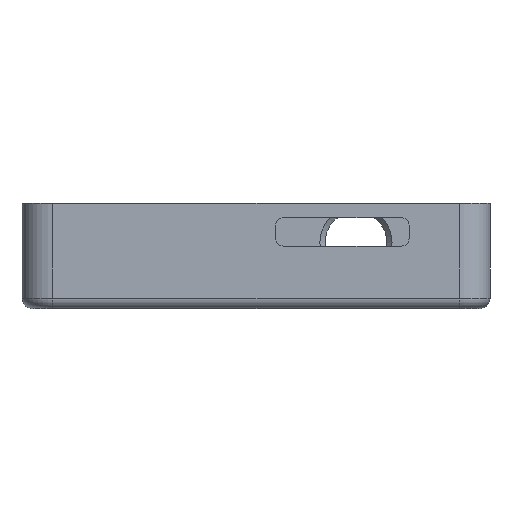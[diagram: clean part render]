
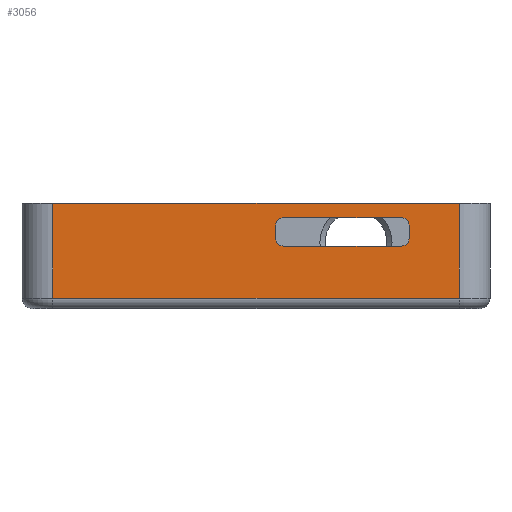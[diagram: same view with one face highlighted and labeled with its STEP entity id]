
A CAD part, left-side view. The second image highlights one B-rep face of the part: STEP entity #3056.
In plain terms, the highlighted planar face has unit normal (-1, 0, 0).
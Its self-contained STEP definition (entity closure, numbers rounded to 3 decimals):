
#98=FACE_BOUND('',#552,.T.);
#149=CIRCLE('',#3197,0.75);
#150=CIRCLE('',#3200,0.75);
#176=CIRCLE('',#3250,0.75);
#177=CIRCLE('',#3252,0.75);
#361=FACE_OUTER_BOUND('',#551,.T.);
#551=EDGE_LOOP('',(#2754,#2755,#2756,#2757));
#552=EDGE_LOOP('',(#2758,#2759,#2760,#2761,#2762,#2763,#2764,#2765));
#783=LINE('',#4748,#1112);
#786=LINE('',#4756,#1115);
#789=LINE('',#4761,#1118);
#816=LINE('',#4859,#1145);
#819=LINE('',#4875,#1148);
#827=LINE('',#4897,#1156);
#883=LINE('',#5068,#1212);
#884=LINE('',#5071,#1213);
#1112=VECTOR('',#3818,10.);
#1115=VECTOR('',#3827,10.);
#1118=VECTOR('',#3832,10.);
#1145=VECTOR('',#3925,10.);
#1148=VECTOR('',#3946,10.);
#1156=VECTOR('',#3972,10.);
#1212=VECTOR('',#4184,10.);
#1213=VECTOR('',#4189,10.);
#1409=VERTEX_POINT('',#4741);
#1410=VERTEX_POINT('',#4742);
#1411=VERTEX_POINT('',#4747);
#1412=VERTEX_POINT('',#4751);
#1413=VERTEX_POINT('',#4755);
#1414=VERTEX_POINT('',#4759);
#1445=VERTEX_POINT('',#4853);
#1446=VERTEX_POINT('',#4857);
#1450=VERTEX_POINT('',#4873);
#1454=VERTEX_POINT('',#4889);
#1455=VERTEX_POINT('',#4893);
#1492=VERTEX_POINT('',#5067);
#1767=EDGE_CURVE('',#1409,#1410,#149,.T.);
#1770=EDGE_CURVE('',#1411,#1410,#783,.T.);
#1772=EDGE_CURVE('',#1411,#1412,#150,.T.);
#1774=EDGE_CURVE('',#1413,#1412,#786,.T.);
#1777=EDGE_CURVE('',#1409,#1414,#789,.T.);
#1825=EDGE_CURVE('',#1445,#1446,#816,.T.);
#1833=EDGE_CURVE('',#1450,#1445,#819,.T.);
#1840=EDGE_CURVE('',#1454,#1414,#176,.T.);
#1842=EDGE_CURVE('',#1413,#1455,#177,.T.);
#1844=EDGE_CURVE('',#1454,#1455,#827,.T.);
#1920=EDGE_CURVE('',#1492,#1446,#883,.T.);
#1922=EDGE_CURVE('',#1450,#1492,#884,.T.);
#2754=ORIENTED_EDGE('',*,*,#1825,.F.);
#2755=ORIENTED_EDGE('',*,*,#1833,.F.);
#2756=ORIENTED_EDGE('',*,*,#1922,.T.);
#2757=ORIENTED_EDGE('',*,*,#1920,.T.);
#2758=ORIENTED_EDGE('',*,*,#1774,.T.);
#2759=ORIENTED_EDGE('',*,*,#1772,.F.);
#2760=ORIENTED_EDGE('',*,*,#1770,.T.);
#2761=ORIENTED_EDGE('',*,*,#1767,.F.);
#2762=ORIENTED_EDGE('',*,*,#1777,.T.);
#2763=ORIENTED_EDGE('',*,*,#1840,.F.);
#2764=ORIENTED_EDGE('',*,*,#1844,.T.);
#2765=ORIENTED_EDGE('',*,*,#1842,.F.);
#2893=PLANE('',#3333);
#3056=ADVANCED_FACE('',(#361,#98),#2893,.T.);
#3197=AXIS2_PLACEMENT_3D('',#4743,#3812,#3813);
#3200=AXIS2_PLACEMENT_3D('',#4752,#3822,#3823);
#3250=AXIS2_PLACEMENT_3D('',#4890,#3962,#3963);
#3252=AXIS2_PLACEMENT_3D('',#4894,#3967,#3968);
#3333=AXIS2_PLACEMENT_3D('',#5070,#4187,#4188);
#3812=DIRECTION('center_axis',(-1.,0.,0.));
#3813=DIRECTION('ref_axis',(0.,-0.707,0.707));
#3818=DIRECTION('',(0.,-1.,0.));
#3822=DIRECTION('center_axis',(-1.,0.,0.));
#3823=DIRECTION('ref_axis',(0.,0.707,0.707));
#3827=DIRECTION('',(0.,0.,1.));
#3832=DIRECTION('',(0.,0.,-1.));
#3925=DIRECTION('',(0.,1.,0.));
#3946=DIRECTION('',(0.,0.,-1.));
#3962=DIRECTION('center_axis',(-1.,0.,0.));
#3963=DIRECTION('ref_axis',(0.,-0.707,-0.707));
#3967=DIRECTION('center_axis',(-1.,0.,0.));
#3968=DIRECTION('ref_axis',(0.,0.707,-0.707));
#3972=DIRECTION('',(0.,1.,0.));
#4184=DIRECTION('',(0.,0.,-1.));
#4187=DIRECTION('center_axis',(-1.,0.,0.));
#4188=DIRECTION('ref_axis',(0.,1.,0.));
#4189=DIRECTION('',(0.,1.,0.));
#4741=CARTESIAN_POINT('',(-64.1,20.652,-2.119));
#4742=CARTESIAN_POINT('',(-64.1,21.402,-1.369));
#4743=CARTESIAN_POINT('Origin',(-64.1,21.402,-2.119));
#4747=CARTESIAN_POINT('',(-64.1,32.836,-1.369));
#4748=CARTESIAN_POINT('',(-64.1,24.693,-1.369));
#4751=CARTESIAN_POINT('',(-64.1,33.586,-2.119));
#4752=CARTESIAN_POINT('Origin',(-64.1,32.836,-2.119));
#4755=CARTESIAN_POINT('',(-64.1,33.586,-3.39));
#4756=CARTESIAN_POINT('',(-64.1,33.586,-2.07));
#4759=CARTESIAN_POINT('',(-64.1,20.652,-3.39));
#4761=CARTESIAN_POINT('',(-64.1,20.652,-0.835));
#4853=CARTESIAN_POINT('',(-64.1,15.8,-9.2));
#4857=CARTESIAN_POINT('',(-64.1,55.2,-9.2));
#4859=CARTESIAN_POINT('',(-64.1,25.65,-9.2));
#4873=CARTESIAN_POINT('',(-64.1,15.8,0.));
#4875=CARTESIAN_POINT('',(-64.1,15.8,0.));
#4889=CARTESIAN_POINT('',(-64.1,21.402,-4.14));
#4890=CARTESIAN_POINT('Origin',(-64.1,21.402,-3.39));
#4893=CARTESIAN_POINT('',(-64.1,32.836,-4.14));
#4894=CARTESIAN_POINT('Origin',(-64.1,32.836,-3.39));
#4897=CARTESIAN_POINT('',(-64.1,18.226,-4.14));
#5067=CARTESIAN_POINT('',(-64.1,55.2,0.));
#5068=CARTESIAN_POINT('',(-64.1,55.2,0.));
#5070=CARTESIAN_POINT('Origin',(-64.1,15.8,0.));
#5071=CARTESIAN_POINT('',(-64.1,15.8,0.));
